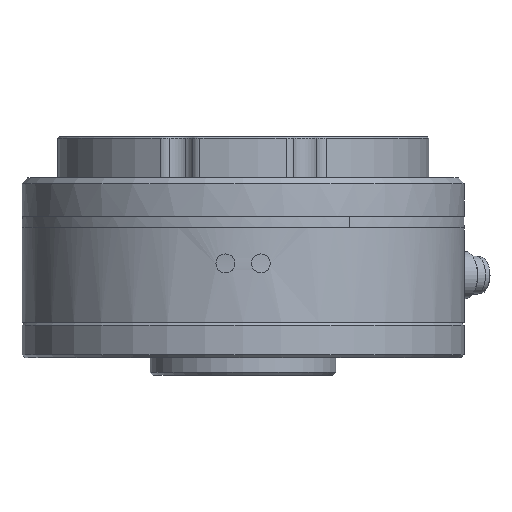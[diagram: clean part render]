
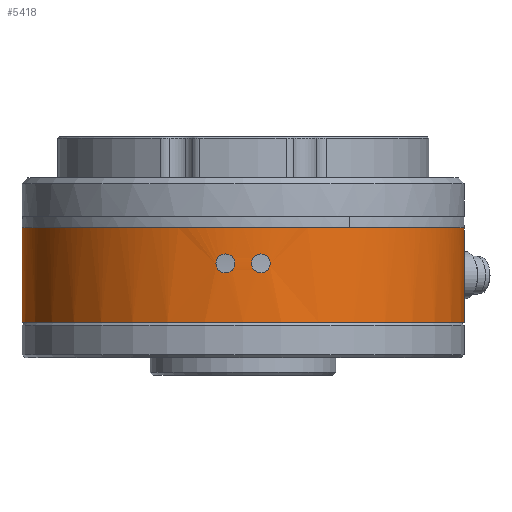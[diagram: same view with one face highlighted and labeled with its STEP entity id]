
A CAD part, front view. The second image highlights one B-rep face of the part: STEP entity #5418.
In plain terms, the highlighted cylindrical face has radius 37.5 mm (diameter 75 mm), a partial arc.
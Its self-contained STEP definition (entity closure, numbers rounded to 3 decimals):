
#5020=AXIS2_PLACEMENT_3D('Circle Axis2P3D',#5018,#5019,$) ;
#5307=AXIS2_PLACEMENT_3D('Cylinder Axis2P3D',#5304,#5305,#5306) ;
#5337=AXIS2_PLACEMENT_3D('Circle Axis2P3D',#5335,#5336,$) ;
#5015=CARTESIAN_POINT('Vertex',(-37.5,0.,9.)) ;
#5018=CARTESIAN_POINT('Axis2P3D Location',(0.,0.,9.)) ;
#5022=CARTESIAN_POINT('Vertex',(37.5,0.,9.)) ;
#5304=CARTESIAN_POINT('Axis2P3D Location',(0.,0.,-2.5)) ;
#5313=CARTESIAN_POINT('Vertex',(-37.5,0.,-7.)) ;
#5316=CARTESIAN_POINT('Line Origine',(-37.5,0.,-2.5)) ;
#5328=CARTESIAN_POINT('Line Origine',(37.5,0.,-2.5)) ;
#5332=CARTESIAN_POINT('Vertex',(37.5,0.,-7.)) ;
#5335=CARTESIAN_POINT('Axis2P3D Location',(0.,0.,-7.)) ;
#5347=CARTESIAN_POINT('Control Point',(4.6,-37.217,3.)) ;
#5348=CARTESIAN_POINT('Control Point',(4.6,-37.217,3.41)) ;
#5349=CARTESIAN_POINT('Control Point',(4.469,-37.233,3.82)) ;
#5350=CARTESIAN_POINT('Control Point',(4.205,-37.266,4.172)) ;
#5351=CARTESIAN_POINT('Control Point',(3.674,-37.323,4.537)) ;
#5352=CARTESIAN_POINT('Control Point',(3.058,-37.376,4.619)) ;
#5353=CARTESIAN_POINT('Control Point',(2.849,-37.393,4.613)) ;
#5354=CARTESIAN_POINT('Control Point',(2.256,-37.435,4.499)) ;
#5355=CARTESIAN_POINT('Control Point',(1.759,-37.461,4.123)) ;
#5356=CARTESIAN_POINT('Control Point',(1.519,-37.469,3.782)) ;
#5357=CARTESIAN_POINT('Control Point',(1.4,-37.474,3.391)) ;
#5358=CARTESIAN_POINT('Control Point',(1.4,-37.474,3.)) ;
#5359=CARTESIAN_POINT('Vertex',(4.6,-37.217,3.)) ;
#5361=CARTESIAN_POINT('Vertex',(1.4,-37.474,3.)) ;
#5365=CARTESIAN_POINT('Control Point',(4.6,-37.217,3.)) ;
#5366=CARTESIAN_POINT('Control Point',(4.6,-37.217,2.59)) ;
#5367=CARTESIAN_POINT('Control Point',(4.469,-37.233,2.18)) ;
#5368=CARTESIAN_POINT('Control Point',(4.205,-37.266,1.828)) ;
#5369=CARTESIAN_POINT('Control Point',(3.674,-37.323,1.463)) ;
#5370=CARTESIAN_POINT('Control Point',(3.058,-37.376,1.381)) ;
#5371=CARTESIAN_POINT('Control Point',(2.849,-37.393,1.387)) ;
#5372=CARTESIAN_POINT('Control Point',(2.256,-37.435,1.501)) ;
#5373=CARTESIAN_POINT('Control Point',(1.759,-37.461,1.877)) ;
#5374=CARTESIAN_POINT('Control Point',(1.519,-37.469,2.218)) ;
#5375=CARTESIAN_POINT('Control Point',(1.4,-37.474,2.609)) ;
#5376=CARTESIAN_POINT('Control Point',(1.4,-37.474,3.)) ;
#5383=CARTESIAN_POINT('Control Point',(-4.6,-37.217,3.)) ;
#5384=CARTESIAN_POINT('Control Point',(-4.6,-37.217,2.59)) ;
#5385=CARTESIAN_POINT('Control Point',(-4.469,-37.233,2.18)) ;
#5386=CARTESIAN_POINT('Control Point',(-4.205,-37.266,1.828)) ;
#5387=CARTESIAN_POINT('Control Point',(-3.674,-37.323,1.463)) ;
#5388=CARTESIAN_POINT('Control Point',(-3.058,-37.376,1.381)) ;
#5389=CARTESIAN_POINT('Control Point',(-2.849,-37.393,1.387)) ;
#5390=CARTESIAN_POINT('Control Point',(-2.256,-37.435,1.501)) ;
#5391=CARTESIAN_POINT('Control Point',(-1.759,-37.461,1.877)) ;
#5392=CARTESIAN_POINT('Control Point',(-1.519,-37.469,2.218)) ;
#5393=CARTESIAN_POINT('Control Point',(-1.4,-37.474,2.609)) ;
#5394=CARTESIAN_POINT('Control Point',(-1.4,-37.474,3.)) ;
#5395=CARTESIAN_POINT('Vertex',(-4.6,-37.217,3.)) ;
#5397=CARTESIAN_POINT('Vertex',(-1.4,-37.474,3.)) ;
#5401=CARTESIAN_POINT('Control Point',(-4.6,-37.217,3.)) ;
#5402=CARTESIAN_POINT('Control Point',(-4.6,-37.217,3.41)) ;
#5403=CARTESIAN_POINT('Control Point',(-4.469,-37.233,3.82)) ;
#5404=CARTESIAN_POINT('Control Point',(-4.205,-37.266,4.172)) ;
#5405=CARTESIAN_POINT('Control Point',(-3.674,-37.323,4.537)) ;
#5406=CARTESIAN_POINT('Control Point',(-3.058,-37.376,4.619)) ;
#5407=CARTESIAN_POINT('Control Point',(-2.849,-37.393,4.613)) ;
#5408=CARTESIAN_POINT('Control Point',(-2.256,-37.435,4.499)) ;
#5409=CARTESIAN_POINT('Control Point',(-1.759,-37.461,4.123)) ;
#5410=CARTESIAN_POINT('Control Point',(-1.519,-37.469,3.782)) ;
#5411=CARTESIAN_POINT('Control Point',(-1.4,-37.474,3.391)) ;
#5412=CARTESIAN_POINT('Control Point',(-1.4,-37.474,3.)) ;
#5019=DIRECTION('Axis2P3D Direction',(0.,0.,1.)) ;
#5305=DIRECTION('Axis2P3D Direction',(0.,0.,-1.)) ;
#5306=DIRECTION('Axis2P3D XDirection',(1.,0.,0.)) ;
#5317=DIRECTION('Vector Direction',(0.,0.,-1.)) ;
#5329=DIRECTION('Vector Direction',(0.,0.,-1.)) ;
#5336=DIRECTION('Axis2P3D Direction',(0.,0.,-1.)) ;
#5318=VECTOR('Line Direction',#5317,1.) ;
#5330=VECTOR('Line Direction',#5329,1.) ;
#5341=ORIENTED_EDGE('',*,*,#5334,.F.) ;
#5342=ORIENTED_EDGE('',*,*,#5024,.F.) ;
#5343=ORIENTED_EDGE('',*,*,#5320,.T.) ;
#5344=ORIENTED_EDGE('',*,*,#5339,.F.) ;
#5379=ORIENTED_EDGE('',*,*,#5363,.F.) ;
#5380=ORIENTED_EDGE('',*,*,#5377,.T.) ;
#5415=ORIENTED_EDGE('',*,*,#5399,.F.) ;
#5416=ORIENTED_EDGE('',*,*,#5413,.T.) ;
#5381=FACE_BOUND('',#5378,.T.) ;
#5417=FACE_BOUND('',#5414,.T.) ;
#5418=ADVANCED_FACE('\X2\96F64EF651E04F554F53\X0\',(#5345,#5381,#5417),#5308,.T.) ;
#5346=B_SPLINE_CURVE_WITH_KNOTS('',5,(#5347,#5348,#5349,#5350,#5351,#5352,#5353,#5354,#5355,#5356,#5357,#5358),.UNSPECIFIED.,.F.,.U.,(6,3,3,6),(0.,2.9,4.358,7.121),.UNSPECIFIED.) ;
#5364=B_SPLINE_CURVE_WITH_KNOTS('',5,(#5365,#5366,#5367,#5368,#5369,#5370,#5371,#5372,#5373,#5374,#5375,#5376),.UNSPECIFIED.,.F.,.U.,(6,3,3,6),(0.,2.9,4.358,7.121),.UNSPECIFIED.) ;
#5382=B_SPLINE_CURVE_WITH_KNOTS('',5,(#5383,#5384,#5385,#5386,#5387,#5388,#5389,#5390,#5391,#5392,#5393,#5394),.UNSPECIFIED.,.F.,.U.,(6,3,3,6),(0.,2.9,4.358,7.121),.UNSPECIFIED.) ;
#5400=B_SPLINE_CURVE_WITH_KNOTS('',5,(#5401,#5402,#5403,#5404,#5405,#5406,#5407,#5408,#5409,#5410,#5411,#5412),.UNSPECIFIED.,.F.,.U.,(6,3,3,6),(0.,2.9,4.358,7.121),.UNSPECIFIED.) ;
#5021=CIRCLE('generated circle',#5020,37.5) ;
#5338=CIRCLE('generated circle',#5337,37.5) ;
#5308=CYLINDRICAL_SURFACE('generated cylinder',#5307,37.5) ;
#5024=EDGE_CURVE('',#5016,#5023,#5021,.T.) ;
#5320=EDGE_CURVE('',#5016,#5314,#5319,.T.) ;
#5334=EDGE_CURVE('',#5023,#5333,#5331,.T.) ;
#5339=EDGE_CURVE('',#5333,#5314,#5338,.T.) ;
#5363=EDGE_CURVE('',#5360,#5362,#5346,.T.) ;
#5377=EDGE_CURVE('',#5360,#5362,#5364,.T.) ;
#5399=EDGE_CURVE('',#5396,#5398,#5382,.T.) ;
#5413=EDGE_CURVE('',#5396,#5398,#5400,.T.) ;
#5340=EDGE_LOOP('',(#5341,#5342,#5343,#5344)) ;
#5378=EDGE_LOOP('',(#5379,#5380)) ;
#5414=EDGE_LOOP('',(#5415,#5416)) ;
#5345=FACE_OUTER_BOUND('',#5340,.T.) ;
#5319=LINE('Line',#5316,#5318) ;
#5331=LINE('Line',#5328,#5330) ;
#5016=VERTEX_POINT('',#5015) ;
#5023=VERTEX_POINT('',#5022) ;
#5314=VERTEX_POINT('',#5313) ;
#5333=VERTEX_POINT('',#5332) ;
#5360=VERTEX_POINT('',#5359) ;
#5362=VERTEX_POINT('',#5361) ;
#5396=VERTEX_POINT('',#5395) ;
#5398=VERTEX_POINT('',#5397) ;
